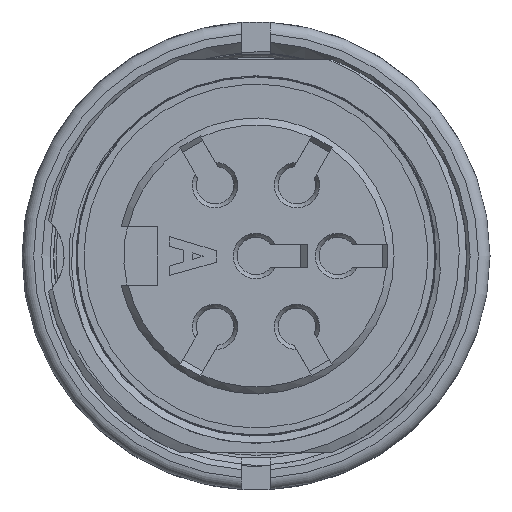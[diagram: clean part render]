
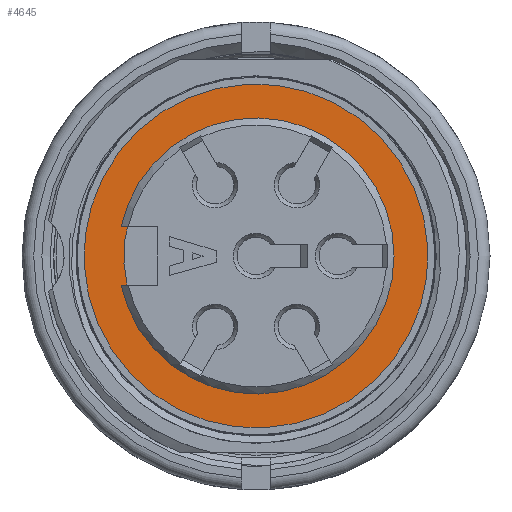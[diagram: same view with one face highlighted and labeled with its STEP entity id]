
A CAD part, front view. The second image highlights one B-rep face of the part: STEP entity #4645.
In plain terms, the highlighted planar face has unit normal (0, -1, 0).
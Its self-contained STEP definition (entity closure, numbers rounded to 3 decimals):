
#4376=PLANE('',#11874);
#4645=ADVANCED_FACE('',(#5291,#5292),#4376,.T.);
#5291=FACE_BOUND('',#5417,.T.);
#5292=FACE_BOUND('',#5418,.T.);
#5417=EDGE_LOOP('',(#6040));
#5418=EDGE_LOOP('',(#6041));
#6040=ORIENTED_EDGE('',*,*,#10120,.T.);
#6041=ORIENTED_EDGE('',*,*,#10122,.T.);
#9119=VERTEX_POINT('',#14588);
#9121=VERTEX_POINT('',#14593);
#10120=EDGE_CURVE('',#9119,#9119,#11662,.T.);
#10122=EDGE_CURVE('',#9121,#9121,#11664,.T.);
#11662=CIRCLE('',#11868,7.35);
#11664=CIRCLE('',#11871,5.65);
#11868=AXIS2_PLACEMENT_3D('',#14587,#12460,#12461);
#11871=AXIS2_PLACEMENT_3D('',#14592,#12466,#12467);
#11874=AXIS2_PLACEMENT_3D('',#14596,#12472,#12473);
#12460=DIRECTION('',(0.,-1.,0.));
#12461=DIRECTION('',(0.547,0.,-0.837));
#12466=DIRECTION('',(0.,1.,0.));
#12467=DIRECTION('',(0.547,0.,-0.837));
#12472=DIRECTION('',(0.,-1.,0.));
#12473=DIRECTION('',(0.837,0.,0.547));
#14587=CARTESIAN_POINT('',(0.596,-17.756,0.));
#14588=CARTESIAN_POINT('',(4.616,-17.756,-6.153));
#14592=CARTESIAN_POINT('',(0.596,-17.756,0.));
#14593=CARTESIAN_POINT('',(3.686,-17.756,-4.73));
#14596=CARTESIAN_POINT('',(0.596,-17.756,0.));
